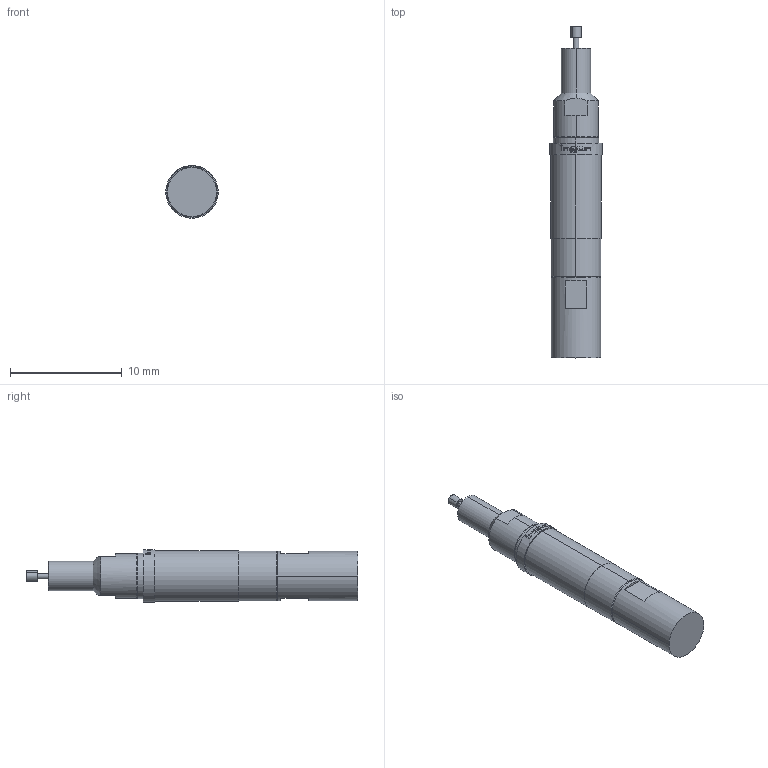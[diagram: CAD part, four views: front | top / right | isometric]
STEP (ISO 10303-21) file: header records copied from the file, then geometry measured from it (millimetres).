
FILE_DESCRIPTION (( 'STEP AP203' ), '1' );
FILE_NAME ('INGUN_HFS-4x0_303_090_A_xx43_Y6.STEP', '2022-04-26T12:22:42', ( 'ochi' ), ( '' ), 'SwSTEP 2.0', 'SolidWorks 2018', '' );
FILE_SCHEMA (( 'CONFIG_CONTROL_DESIGN' ));
Length unit declared in the file: millimetre
Products named in the file (1): INGUN_HFS-4x0_303_090_A_xx43_Y6
Bounding box: 4.7 x 29.7 x 4.7 mm (x, y, z)
Volume: 370.8 mm3; surface area: 404.7 mm2
Topology: 1 solids, 1 shells, 128 faces, 314 edges, 201 vertices
Faces by surface type: plane 47, bspline 35, cylinder 30, cone 14, torus 2
Entity records: 4775 total; most frequent: CARTESIAN_POINT 2128, ORIENTED_EDGE 624, DIRECTION 366, EDGE_CURVE 312, VERTEX_POINT 201, B_SPLINE_CURVE_WITH_KNOTS 197, AXIS2_PLACEMENT_3D 157, EDGE_LOOP 143
